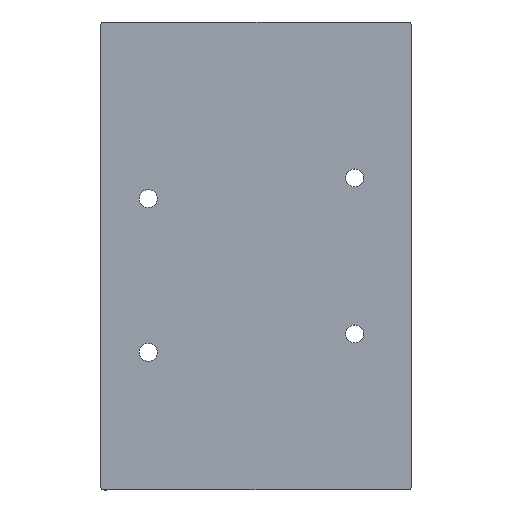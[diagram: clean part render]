
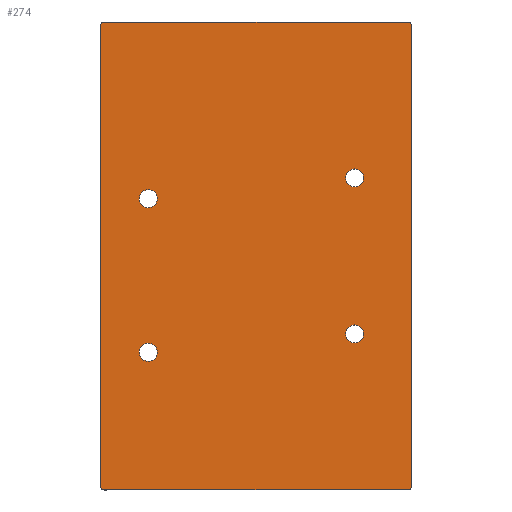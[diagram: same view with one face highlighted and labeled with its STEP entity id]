
A CAD part, top view. The second image highlights one B-rep face of the part: STEP entity #274.
In plain terms, the highlighted planar face has unit normal (0, 0, 1).
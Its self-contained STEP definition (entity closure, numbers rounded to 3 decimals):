
#19=FACE_BOUND('',#61,.T.);
#20=FACE_BOUND('',#62,.T.);
#21=FACE_BOUND('',#63,.T.);
#22=FACE_BOUND('',#64,.T.);
#28=PLANE('',#318);
#42=FACE_OUTER_BOUND('',#60,.T.);
#60=EDGE_LOOP('',(#241,#242,#243,#244,#245,#246,#247,#248));
#61=EDGE_LOOP('',(#249));
#62=EDGE_LOOP('',(#250));
#63=EDGE_LOOP('',(#251));
#64=EDGE_LOOP('',(#252));
#69=LINE('',#416,#89);
#75=LINE('',#445,#95);
#81=LINE('',#464,#101);
#82=LINE('',#466,#102);
#89=VECTOR('',#333,10.);
#95=VECTOR('',#361,10.);
#101=VECTOR('',#385,10.);
#102=VECTOR('',#388,10.);
#105=CIRCLE('',#290,0.5);
#114=CIRCLE('',#302,0.5);
#115=CIRCLE('',#305,0.5);
#116=CIRCLE('',#307,0.5);
#117=CIRCLE('',#309,1.1);
#118=CIRCLE('',#311,1.1);
#119=CIRCLE('',#315,1.1);
#120=CIRCLE('',#317,1.1);
#121=VERTEX_POINT('',#403);
#122=VERTEX_POINT('',#404);
#126=VERTEX_POINT('',#414);
#136=VERTEX_POINT('',#438);
#137=VERTEX_POINT('',#440);
#138=VERTEX_POINT('',#444);
#139=VERTEX_POINT('',#448);
#140=VERTEX_POINT('',#452);
#141=VERTEX_POINT('',#456);
#142=VERTEX_POINT('',#460);
#143=VERTEX_POINT('',#468);
#144=VERTEX_POINT('',#472);
#145=EDGE_CURVE('',#121,#122,#105,.T.);
#151=EDGE_CURVE('',#121,#126,#69,.T.);
#163=EDGE_CURVE('',#136,#137,#114,.T.);
#165=EDGE_CURVE('',#137,#138,#75,.T.);
#167=EDGE_CURVE('',#138,#139,#115,.T.);
#170=EDGE_CURVE('',#140,#126,#116,.T.);
#172=EDGE_CURVE('',#141,#141,#117,.T.);
#174=EDGE_CURVE('',#142,#142,#118,.T.);
#175=EDGE_CURVE('',#122,#136,#81,.T.);
#176=EDGE_CURVE('',#139,#140,#82,.T.);
#177=EDGE_CURVE('',#143,#143,#119,.T.);
#179=EDGE_CURVE('',#144,#144,#120,.T.);
#241=ORIENTED_EDGE('',*,*,#145,.F.);
#242=ORIENTED_EDGE('',*,*,#151,.T.);
#243=ORIENTED_EDGE('',*,*,#170,.F.);
#244=ORIENTED_EDGE('',*,*,#176,.F.);
#245=ORIENTED_EDGE('',*,*,#167,.F.);
#246=ORIENTED_EDGE('',*,*,#165,.F.);
#247=ORIENTED_EDGE('',*,*,#163,.F.);
#248=ORIENTED_EDGE('',*,*,#175,.F.);
#249=ORIENTED_EDGE('',*,*,#172,.T.);
#250=ORIENTED_EDGE('',*,*,#174,.T.);
#251=ORIENTED_EDGE('',*,*,#179,.T.);
#252=ORIENTED_EDGE('',*,*,#177,.T.);
#274=ADVANCED_FACE('',(#42,#19,#20,#21,#22),#28,.T.);
#290=AXIS2_PLACEMENT_3D('',#405,#323,#324);
#302=AXIS2_PLACEMENT_3D('',#441,#356,#357);
#305=AXIS2_PLACEMENT_3D('',#449,#365,#366);
#307=AXIS2_PLACEMENT_3D('',#454,#371,#372);
#309=AXIS2_PLACEMENT_3D('',#458,#376,#377);
#311=AXIS2_PLACEMENT_3D('',#462,#381,#382);
#315=AXIS2_PLACEMENT_3D('',#469,#391,#392);
#317=AXIS2_PLACEMENT_3D('',#473,#396,#397);
#318=AXIS2_PLACEMENT_3D('',#475,#399,#400);
#323=DIRECTION('center_axis',(0.,0.,
-1.));
#324=DIRECTION('ref_axis',(0.707,0.707,0.));
#333=DIRECTION('',(-1.,0.,0.));
#356=DIRECTION('center_axis',(0.,0.,
-1.));
#357=DIRECTION('ref_axis',(0.707,-0.707,0.));
#361=DIRECTION('',(-1.,0.,0.));
#365=DIRECTION('center_axis',(0.,0.,
-1.));
#366=DIRECTION('ref_axis',(-0.707,-0.707,0.));
#371=DIRECTION('center_axis',(0.,0.,
-1.));
#372=DIRECTION('ref_axis',(-0.707,0.707,0.));
#376=DIRECTION('center_axis',(0.,0.,
-1.));
#377=DIRECTION('ref_axis',(1.,0.,0.));
#381=DIRECTION('center_axis',(0.,0.,
-1.));
#382=DIRECTION('ref_axis',(1.,0.,0.));
#385=DIRECTION('',(0.,-1.,0.));
#388=DIRECTION('',(0.,1.,0.));
#391=DIRECTION('center_axis',(0.,0.,
-1.));
#392=DIRECTION('ref_axis',(-1.,0.,0.));
#396=DIRECTION('center_axis',(0.,0.,
-1.));
#397=DIRECTION('ref_axis',(-1.,0.,0.));
#399=DIRECTION('center_axis',(0.,0.,
1.));
#400=DIRECTION('ref_axis',(-1.,0.,0.));
#403=CARTESIAN_POINT('',(-68.725,-27.964,-4.7));
#404=CARTESIAN_POINT('',(-68.225,-28.464,-4.7));
#405=CARTESIAN_POINT('Origin',(-68.725,-28.464,-4.7));
#414=CARTESIAN_POINT('',(-105.725,-27.964,-4.7));
#416=CARTESIAN_POINT('',(-65.7,-27.964,-4.7));
#438=CARTESIAN_POINT('',(-68.225,-84.614,-4.7));
#440=CARTESIAN_POINT('',(-68.725,-85.114,-4.7));
#441=CARTESIAN_POINT('Origin',(-68.725,-84.614,-4.7));
#444=CARTESIAN_POINT('',(-105.725,-85.114,-4.7));
#445=CARTESIAN_POINT('',(-94.125,-85.114,-4.7));
#448=CARTESIAN_POINT('',(-106.225,-84.614,-4.7));
#449=CARTESIAN_POINT('Origin',(-105.725,-84.614,-4.7));
#452=CARTESIAN_POINT('',(-106.225,-28.464,-4.7));
#454=CARTESIAN_POINT('Origin',(-105.725,-28.464,-4.7));
#456=CARTESIAN_POINT('',(-101.475,-49.539,-4.7));
#458=CARTESIAN_POINT('Origin',(-100.375,-49.539,-4.7));
#460=CARTESIAN_POINT('',(-101.475,-68.301,-4.7));
#462=CARTESIAN_POINT('Origin',(-100.375,-68.301,-4.7));
#464=CARTESIAN_POINT('',(-68.225,-70.826,-4.7));
#466=CARTESIAN_POINT('',(-106.225,-42.251,-4.7));
#468=CARTESIAN_POINT('',(-74.075,-66.064,-4.7));
#469=CARTESIAN_POINT('Origin',(-75.175,-66.064,-4.7));
#472=CARTESIAN_POINT('',(-74.075,-47.014,-4.7));
#473=CARTESIAN_POINT('Origin',(-75.175,-47.014,-4.7));
#475=CARTESIAN_POINT('Origin',(-75.175,-56.539,-4.7));
